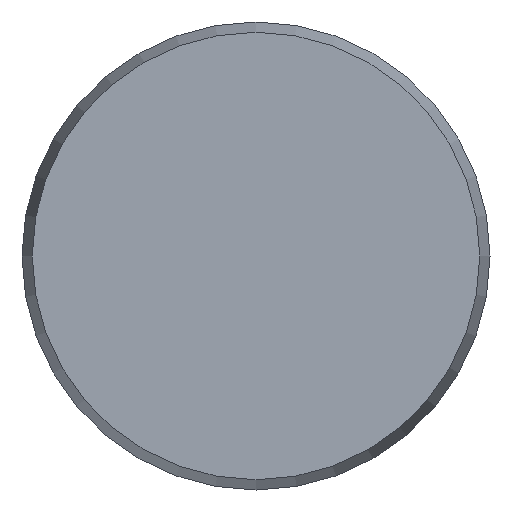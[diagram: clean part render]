
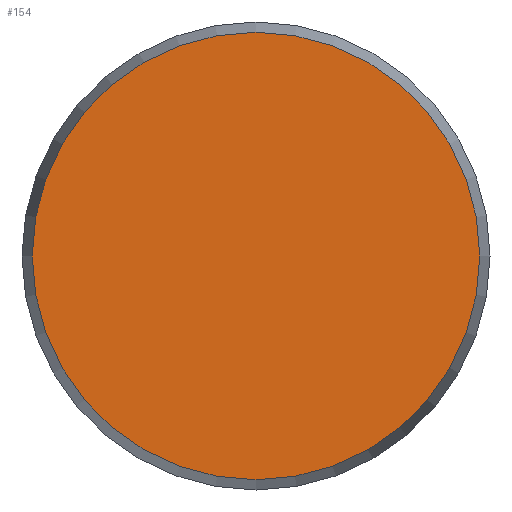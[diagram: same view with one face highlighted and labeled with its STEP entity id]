
A CAD part, front view. The second image highlights one B-rep face of the part: STEP entity #154.
In plain terms, the highlighted planar face has unit normal (0, -1, 0).
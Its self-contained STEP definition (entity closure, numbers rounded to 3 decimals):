
#154 = ADVANCED_FACE( '', ( #316 ), #317, .F. );
#316 = FACE_OUTER_BOUND( '', #503, .T. );
#317 = PLANE( '', #504 );
#503 = EDGE_LOOP( '', ( #843 ) );
#504 = AXIS2_PLACEMENT_3D( '', #844, #845, #846 );
#843 = ORIENTED_EDGE( '', *, *, #894, .T. );
#844 = CARTESIAN_POINT( '', ( 38.25, 0., 0. ) );
#845 = DIRECTION( '', ( 0., 1., 0. ) );
#846 = DIRECTION( '', ( 0., 0., 1. ) );
#894 = EDGE_CURVE( '', #1055, #1055, #1056, .T. );
#1055 = VERTEX_POINT( '', #1291 );
#1056 = CIRCLE( '', #1292, 38.25 );
#1291 = CARTESIAN_POINT( '', ( 0., 0., -38.25 ) );
#1292 = AXIS2_PLACEMENT_3D( '', #1578, #1579, #1580 );
#1578 = CARTESIAN_POINT( '', ( 0., 0., 0. ) );
#1579 = DIRECTION( '', ( 0., -1., 0. ) );
#1580 = DIRECTION( '', ( 0., 0., -1. ) );
